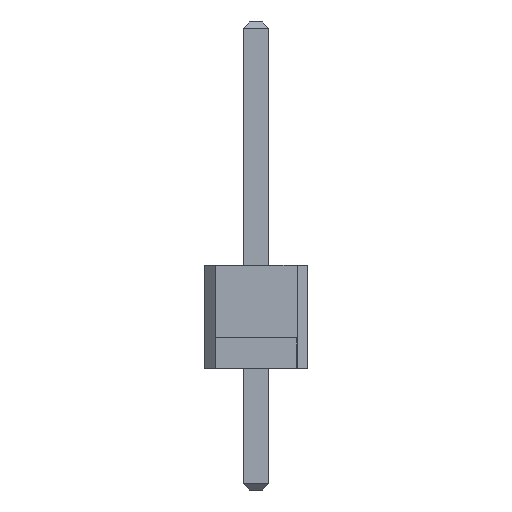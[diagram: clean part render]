
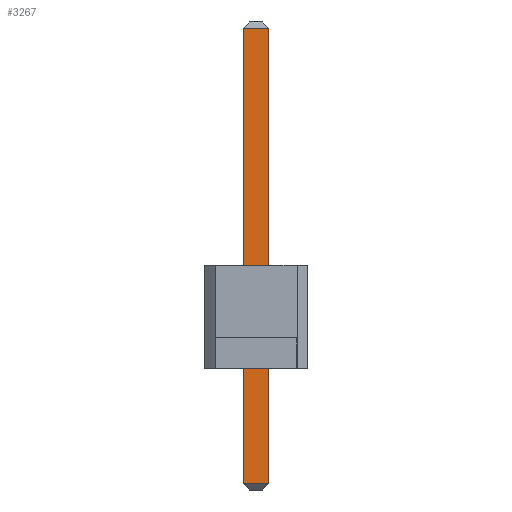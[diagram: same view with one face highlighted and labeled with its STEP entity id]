
A CAD part, front view. The second image highlights one B-rep face of the part: STEP entity #3267.
In plain terms, the highlighted planar face has unit normal (0, -1, 0).
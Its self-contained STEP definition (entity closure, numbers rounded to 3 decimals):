
#87=FACE_OUTER_BOUND('',#288,.T.);
#288=EDGE_LOOP('',(#2273,#2274,#2275,#2276));
#525=LINE('',#4629,#981);
#532=LINE('',#4642,#988);
#541=LINE('',#4660,#997);
#544=LINE('',#4665,#1000);
#981=VECTOR('',#3758,10.);
#988=VECTOR('',#3771,10.);
#997=VECTOR('',#3788,10.);
#1000=VECTOR('',#3795,10.);
#1414=VERTEX_POINT('',#4612);
#1419=VERTEX_POINT('',#4623);
#1423=VERTEX_POINT('',#4641);
#1428=VERTEX_POINT('',#4655);
#1725=EDGE_CURVE('',#1414,#1419,#525,.T.);
#1732=EDGE_CURVE('',#1423,#1419,#532,.T.);
#1741=EDGE_CURVE('',#1423,#1428,#541,.T.);
#1744=EDGE_CURVE('',#1414,#1428,#544,.T.);
#2273=ORIENTED_EDGE('',*,*,#1725,.F.);
#2274=ORIENTED_EDGE('',*,*,#1744,.T.);
#2275=ORIENTED_EDGE('',*,*,#1741,.F.);
#2276=ORIENTED_EDGE('',*,*,#1732,.T.);
#3069=PLANE('',#3490);
#3267=ADVANCED_FACE('',(#87),#3069,.T.);
#3490=AXIS2_PLACEMENT_3D('',#4667,#3798,#3799);
#3758=DIRECTION('',(-1.,0.,0.));
#3771=DIRECTION('',(0.,0.,-1.));
#3788=DIRECTION('',(1.,0.,0.));
#3795=DIRECTION('',(0.,0.,1.));
#3798=DIRECTION('center_axis',(0.,-1.,0.));
#3799=DIRECTION('ref_axis',(0.,0.,-1.));
#4612=CARTESIAN_POINT('',(0.32,-6.67,-2.85));
#4623=CARTESIAN_POINT('',(-0.32,-6.67,-2.85));
#4629=CARTESIAN_POINT('',(0.16,-6.67,-2.85));
#4641=CARTESIAN_POINT('',(-0.32,-6.67,8.39));
#4642=CARTESIAN_POINT('',(-0.32,-6.67,-3.));
#4655=CARTESIAN_POINT('',(0.32,-6.67,8.39));
#4660=CARTESIAN_POINT('',(-0.16,-6.67,8.39));
#4665=CARTESIAN_POINT('',(0.32,-6.67,8.54));
#4667=CARTESIAN_POINT('Origin',(0.,-6.67,2.77));
